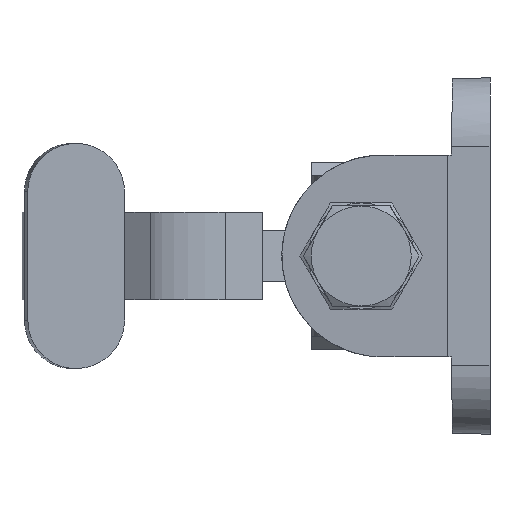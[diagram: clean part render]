
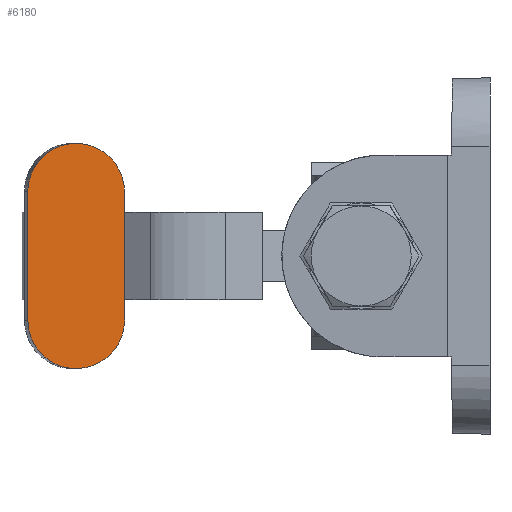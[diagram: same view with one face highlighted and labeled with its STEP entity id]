
A CAD part, left-side view. The second image highlights one B-rep face of the part: STEP entity #6180.
In plain terms, the highlighted planar face has unit normal (-0.998, -0.066, 0).
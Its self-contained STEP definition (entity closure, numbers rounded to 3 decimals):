
#157 = AXIS2_PLACEMENT_3D ( 'NONE', #5561, #6100, #2972 ) ;
#502 = CARTESIAN_POINT ( 'NONE',  ( -1.443, 71.778, 15.948 ) ) ;
#555 = DIRECTION ( 'NONE',  ( 0., 0., 1. ) ) ;
#558 = CARTESIAN_POINT ( 'NONE',  ( -0.584, 58.869, 13.269 ) ) ;
#600 = CARTESIAN_POINT ( 'NONE',  ( -1.586, 73.93, -11.335 ) ) ;
#756 = EDGE_CURVE ( 'NONE', #5758, #6085, #1476, .T. ) ;
#900 = CARTESIAN_POINT ( 'NONE',  ( -1.27, 69.18, 17.64 ) ) ;
#963 = VERTEX_POINT ( 'NONE', #4226 ) ;
#1476 = LINE ( 'NONE', #4543, #2723 ) ;
#1645 = CARTESIAN_POINT ( 'NONE',  ( -1.27, 69.19, -17.636 ) ) ;
#1831 = CARTESIAN_POINT ( 'NONE',  ( -1.586, 73.93, 10.327 ) ) ;
#2005 = CARTESIAN_POINT ( 'NONE',  ( -0.698, 60.582, 15.833 ) ) ;
#2021 = CARTESIAN_POINT ( 'NONE',  ( -0.557, 58.464, 10.224 ) ) ;
#2026 = B_SPLINE_CURVE_WITH_KNOTS ( 'NONE', 3,
 ( #4215, #600, #3710, #4750, #1645, #5295, #2182, #5827, #2708, #6368, #3227 ),
 .UNSPECIFIED., .F., .F.,
 ( 4, 1, 1, 1, 1, 1, 1, 1, 4 ),
 ( 0., 0.125, 0.25, 0.375, 0.5, 0.625, 0.75, 0.875, 1. ),
 .UNSPECIFIED. ) ;
#2182 = CARTESIAN_POINT ( 'NONE',  ( -0.868, 63.138, -17.566 ) ) ;
#2250 = EDGE_CURVE ( 'NONE', #6085, #963, #6506, .T. ) ;
#2256 = CARTESIAN_POINT ( 'NONE',  ( -1.586, 73.93, -10.327 ) ) ;
#2306 = VECTOR ( 'NONE', #5481, 1000. ) ;
#2325 = ORIENTED_EDGE ( 'NONE', *, *, #756, .T. ) ;
#2708 = CARTESIAN_POINT ( 'NONE',  ( -0.584, 58.87, -13.271 ) ) ;
#2723 = VECTOR ( 'NONE', #555, 1000. ) ;
#2876 = FACE_OUTER_BOUND ( 'NONE', #2969, .T. ) ;
#2924 = ORIENTED_EDGE ( 'NONE', *, *, #2250, .T. ) ;
#2969 = EDGE_LOOP ( 'NONE', ( #2924, #4498, #3170, #2325 ) ) ;
#2972 = DIRECTION ( 'NONE',  ( -0.066, 0.998, 0. ) ) ;
#3170 = ORIENTED_EDGE ( 'NONE', *, *, #3825, .T. ) ;
#3227 = CARTESIAN_POINT ( 'NONE',  ( -0.557, 58.464, -10.224 ) ) ;
#3409 = CARTESIAN_POINT ( 'NONE',  ( -0.557, 58.464, 10.224 ) ) ;
#3710 = CARTESIAN_POINT ( 'NONE',  ( -1.559, 73.524, -13.375 ) ) ;
#3825 = EDGE_CURVE ( 'NONE', #5338, #5758, #2026, .T. ) ;
#3910 = CARTESIAN_POINT ( 'NONE',  ( -0.557, 58.464, 11.231 ) ) ;
#4215 = CARTESIAN_POINT ( 'NONE',  ( -1.586, 73.93, -10.327 ) ) ;
#4226 = CARTESIAN_POINT ( 'NONE',  ( -1.586, 73.93, 10.327 ) ) ;
#4467 = CARTESIAN_POINT ( 'NONE',  ( -0.867, 63.131, 17.562 ) ) ;
#4487 = PLANE ( 'NONE',  #157 ) ;
#4498 = ORIENTED_EDGE ( 'NONE', *, *, #6052, .T. ) ;
#4543 = CARTESIAN_POINT ( 'NONE',  ( -0.557, 58.464, -10.224 ) ) ;
#4750 = CARTESIAN_POINT ( 'NONE',  ( -1.443, 71.783, -15.943 ) ) ;
#4971 = CARTESIAN_POINT ( 'NONE',  ( -1.559, 73.523, 13.378 ) ) ;
#5057 = LINE ( 'NONE', #1831, #2306 ) ;
#5105 = CARTESIAN_POINT ( 'NONE',  ( -1.586, 73.93, 11.336 ) ) ;
#5247 = CARTESIAN_POINT ( 'NONE',  ( -0.557, 58.464, -10.224 ) ) ;
#5295 = CARTESIAN_POINT ( 'NONE',  ( -1.069, 66.154, -18.199 ) ) ;
#5338 = VERTEX_POINT ( 'NONE', #2256 ) ;
#5481 = DIRECTION ( 'NONE',  ( 0., 0., -1. ) ) ;
#5494 = CARTESIAN_POINT ( 'NONE',  ( -1.068, 66.144, 18.199 ) ) ;
#5561 = CARTESIAN_POINT ( 'NONE',  ( -1.068, 66.148, 17.999 ) ) ;
#5758 = VERTEX_POINT ( 'NONE', #5247 ) ;
#5827 = CARTESIAN_POINT ( 'NONE',  ( -0.698, 60.584, -15.835 ) ) ;
#6052 = EDGE_CURVE ( 'NONE', #963, #5338, #5057, .T. ) ;
#6085 = VERTEX_POINT ( 'NONE', #3409 ) ;
#6100 = DIRECTION ( 'NONE',  ( 0.998, 0.066, 0. ) ) ;
#6180 = ADVANCED_FACE ( 'NONE', ( #2876 ), #4487, .F. ) ;
#6368 = CARTESIAN_POINT ( 'NONE',  ( -0.557, 58.464, -11.232 ) ) ;
#6405 = CARTESIAN_POINT ( 'NONE',  ( -1.586, 73.93, 10.327 ) ) ;
#6506 = B_SPLINE_CURVE_WITH_KNOTS ( 'NONE', 3,
 ( #2021, #3910, #558, #2005, #4467, #5494, #900, #502, #4971, #5105, #6405 ),
 .UNSPECIFIED., .F., .F.,
 ( 4, 1, 1, 1, 1, 1, 1, 1, 4 ),
 ( 0., 0.125, 0.25, 0.375, 0.5, 0.625, 0.75, 0.875, 1. ),
 .UNSPECIFIED. ) ;
